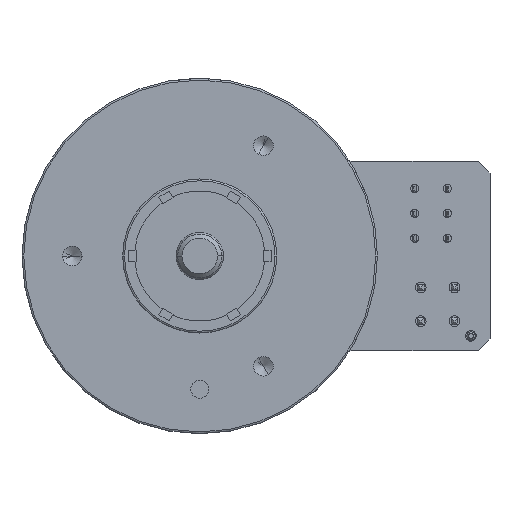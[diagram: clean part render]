
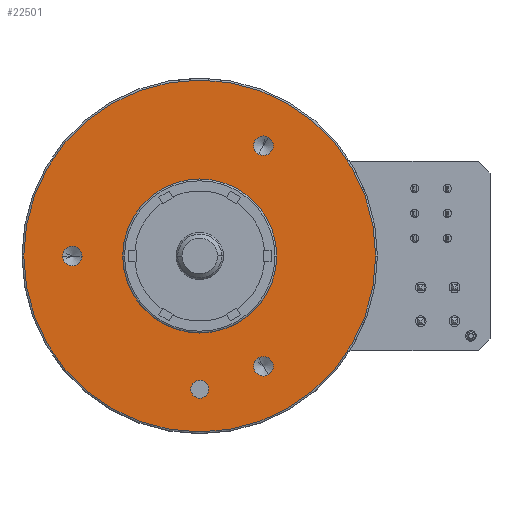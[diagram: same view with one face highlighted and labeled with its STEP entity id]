
A CAD part, left-side view. The second image highlights one B-rep face of the part: STEP entity #22501.
In plain terms, the highlighted planar face has unit normal (-1, 0, 0).
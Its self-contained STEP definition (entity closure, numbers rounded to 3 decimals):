
#1283=CARTESIAN_POINT('',(23.1,0.,0.));
#1284=DIRECTION('',(-1.,0.,0.));
#1285=DIRECTION('',(0.,-1.,0.));
#1286=AXIS2_PLACEMENT_3D('',#1283,#1284,#1285);
#1291=CARTESIAN_POINT('',(23.1,0.,0.));
#1292=DIRECTION('',(-1.,0.,0.));
#1293=DIRECTION('',(0.,1.,0.));
#1294=AXIS2_PLACEMENT_3D('',#1291,#1292,#1293);
#1299=CARTESIAN_POINT('',(23.1,21.5,0.));
#1300=DIRECTION('',(-1.,0.,0.));
#1301=DIRECTION('',(0.,1.,0.));
#1302=AXIS2_PLACEMENT_3D('',#1299,#1300,#1301);
#1307=CARTESIAN_POINT('',(23.1,21.5,0.));
#1308=DIRECTION('',(-1.,0.,0.));
#1309=DIRECTION('',(0.,-1.,0.));
#1310=AXIS2_PLACEMENT_3D('',#1307,#1308,#1309);
#1315=CARTESIAN_POINT('',(23.1,-10.75,-18.62));
#1316=DIRECTION('',(-1.,0.,0.));
#1317=DIRECTION('',(0.,-0.5,-0.866));
#1318=AXIS2_PLACEMENT_3D('',#1315,#1316,#1317);
#1323=CARTESIAN_POINT('',(23.1,-10.75,-18.62));
#1324=DIRECTION('',(-1.,0.,0.));
#1325=DIRECTION('',(0.,0.5,0.866));
#1326=AXIS2_PLACEMENT_3D('',#1323,#1324,#1325);
#1331=CARTESIAN_POINT('',(23.1,-10.75,18.62));
#1332=DIRECTION('',(-1.,0.,0.));
#1333=DIRECTION('',(0.,-0.5,0.866));
#1334=AXIS2_PLACEMENT_3D('',#1331,#1332,#1333);
#1339=CARTESIAN_POINT('',(23.1,-10.75,18.62));
#1340=DIRECTION('',(-1.,0.,0.));
#1341=DIRECTION('',(0.,0.5,-0.866));
#1342=AXIS2_PLACEMENT_3D('',#1339,#1340,#1341);
#1347=CARTESIAN_POINT('',(23.1,0.,-22.5));
#1348=DIRECTION('',(1.,0.,0.));
#1349=DIRECTION('',(0.,1.,0.));
#1350=AXIS2_PLACEMENT_3D('',#1347,#1348,#1349);
#1355=CARTESIAN_POINT('',(23.1,0.,-22.5));
#1356=DIRECTION('',(1.,0.,0.));
#1357=DIRECTION('',(0.,-1.,0.));
#1358=AXIS2_PLACEMENT_3D('',#1355,#1356,#1357);
#1494=CARTESIAN_POINT('',(23.1,0.,0.));
#1495=DIRECTION('',(-1.,0.,0.));
#1496=DIRECTION('',(0.,1.,0.));
#1497=AXIS2_PLACEMENT_3D('',#1494,#1495,#1496);
#1675=CARTESIAN_POINT('',(23.1,0.,0.));
#1676=DIRECTION('',(1.,0.,0.));
#1677=DIRECTION('',(0.,1.,0.));
#1678=AXIS2_PLACEMENT_3D('',#1675,#1676,#1677);
#18667=CARTESIAN_POINT('',(23.1,13.,0.));
#18668=CARTESIAN_POINT('',(23.1,-13.,0.));
#18669=VERTEX_POINT('',#18667);
#18670=VERTEX_POINT('',#18668);
#18671=CARTESIAN_POINT('',(23.1,-29.7,0.));
#18672=CARTESIAN_POINT('',(23.1,29.7,0.));
#18673=VERTEX_POINT('',#18671);
#18674=VERTEX_POINT('',#18672);
#18725=CARTESIAN_POINT('',(23.1,23.15,0.));
#18726=CARTESIAN_POINT('',(23.1,19.85,0.));
#18727=VERTEX_POINT('',#18725);
#18728=VERTEX_POINT('',#18726);
#18735=CARTESIAN_POINT('',(23.1,-11.575,-20.048));
#18736=CARTESIAN_POINT('',(23.1,-9.925,-17.191));
#18737=VERTEX_POINT('',#18735);
#18738=VERTEX_POINT('',#18736);
#18745=CARTESIAN_POINT('',(23.1,-11.575,20.048));
#18746=CARTESIAN_POINT('',(23.1,-9.925,17.191));
#18747=VERTEX_POINT('',#18745);
#18748=VERTEX_POINT('',#18746);
#18753=CARTESIAN_POINT('',(23.1,1.5,-22.5));
#18754=CARTESIAN_POINT('',(23.1,-1.5,-22.5));
#18755=VERTEX_POINT('',#18753);
#18756=VERTEX_POINT('',#18754);
#22461=CARTESIAN_POINT('',(23.1,0.,0.));
#22462=DIRECTION('',(1.,0.,0.));
#22463=DIRECTION('',(0.,-1.,0.));
#22464=AXIS2_PLACEMENT_3D('',#22461,#22462,#22463);
#22465=PLANE('',#22464);
#22467=ORIENTED_EDGE('',*,*,#22466,.F.);
#22468=ORIENTED_EDGE('',*,*,#22444,.F.);
#22469=EDGE_LOOP('',(#22467,#22468));
#22470=FACE_OUTER_BOUND('',#22469,.F.);
#22472=ORIENTED_EDGE('',*,*,#22471,.T.);
#22474=ORIENTED_EDGE('',*,*,#22473,.F.);
#22475=EDGE_LOOP('',(#22472,#22474));
#22476=FACE_BOUND('',#22475,.F.);
#22478=ORIENTED_EDGE('',*,*,#22477,.T.);
#22480=ORIENTED_EDGE('',*,*,#22479,.T.);
#22481=EDGE_LOOP('',(#22478,#22480));
#22482=FACE_BOUND('',#22481,.F.);
#22484=ORIENTED_EDGE('',*,*,#22483,.T.);
#22486=ORIENTED_EDGE('',*,*,#22485,.T.);
#22487=EDGE_LOOP('',(#22484,#22486));
#22488=FACE_BOUND('',#22487,.F.);
#22490=ORIENTED_EDGE('',*,*,#22489,.T.);
#22492=ORIENTED_EDGE('',*,*,#22491,.T.);
#22493=EDGE_LOOP('',(#22490,#22492));
#22494=FACE_BOUND('',#22493,.F.);
#22496=ORIENTED_EDGE('',*,*,#22495,.F.);
#22498=ORIENTED_EDGE('',*,*,#22497,.F.);
#22499=EDGE_LOOP('',(#22496,#22498));
#22500=FACE_BOUND('',#22499,.F.);
#22501=ADVANCED_FACE('',(#22470,#22476,#22482,#22488,#22494,#22500),#22465,.F.);
#1287=CIRCLE('',#1286,29.7);
#1295=CIRCLE('',#1294,29.7);
#1303=CIRCLE('',#1302,1.65);
#1311=CIRCLE('',#1310,1.65);
#1319=CIRCLE('',#1318,1.65);
#1327=CIRCLE('',#1326,1.65);
#1335=CIRCLE('',#1334,1.65);
#1343=CIRCLE('',#1342,1.65);
#1351=CIRCLE('',#1350,1.5);
#1359=CIRCLE('',#1358,1.5);
#1498=CIRCLE('',#1497,13.);
#1679=CIRCLE('',#1678,13.);
#22444=EDGE_CURVE('',#18674,#18673,#1295,.T.);
#22466=EDGE_CURVE('',#18673,#18674,#1287,.T.);
#22471=EDGE_CURVE('',#18669,#18670,#1498,.T.);
#22473=EDGE_CURVE('',#18669,#18670,#1679,.T.);
#22477=EDGE_CURVE('',#18727,#18728,#1303,.T.);
#22479=EDGE_CURVE('',#18728,#18727,#1311,.T.);
#22483=EDGE_CURVE('',#18737,#18738,#1319,.T.);
#22485=EDGE_CURVE('',#18738,#18737,#1327,.T.);
#22489=EDGE_CURVE('',#18747,#18748,#1335,.T.);
#22491=EDGE_CURVE('',#18748,#18747,#1343,.T.);
#22495=EDGE_CURVE('',#18755,#18756,#1351,.T.);
#22497=EDGE_CURVE('',#18756,#18755,#1359,.T.);
